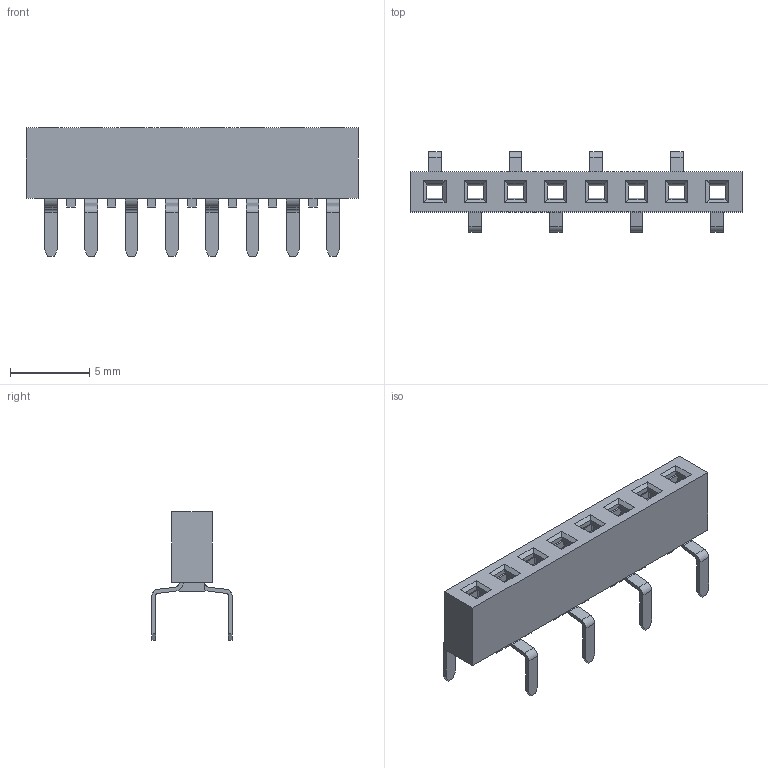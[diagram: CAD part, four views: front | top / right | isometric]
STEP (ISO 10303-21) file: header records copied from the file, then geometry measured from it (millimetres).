
FILE_DESCRIPTION(/* description */ ('Unknown'),/* implementation_level */ '2;1');
FILE_NAME(/* name */ 'J_Wurth_WR-PHD_61300815721',/* time_stamp */ '2025-04-18T09:57:47+08:00',/* author */ ('Unknown'),/* organization */ ('Unknown'),/* preprocessor_version */ 'ST-DEVELOPER v19.4',/* originating_system */ 'Solid Edge',/* authorisation */ 'Unknown');
FILE_SCHEMA (('AUTOMOTIVE_DESIGN {1 0 10303 214 3 1 1}'));
Length unit declared in the file: millimetre
Products named in the file (2): J_Wurth_WR-PHD_61300815721
Assembly tree (1 placements, depth 2):
  J_Wurth_WR-PHD_61300815721
    J_Wurth_WR-PHD_61300815721
Bounding box: 20.92 x 5.08 x 8.1 mm (x, y, z)
Volume: 175.3 mm3; surface area: 996 mm2
Topology: 9 solids, 9 shells, 979 faces, 2644 edges, 1668 vertices
Faces by surface type: plane 595, cylinder 368, bspline 8, torus 8
Full cylindrical faces by diameter (mm): 0.01 x8, 0.51 x8
Entity records: 30632 total; most frequent: CARTESIAN_POINT 6213, ORIENTED_EDGE 5192, DIRECTION 4910, EDGE_CURVE 2596, LINE 1716, VECTOR 1716, VERTEX_POINT 1652, AXIS2_PLACEMENT_3D 1597
